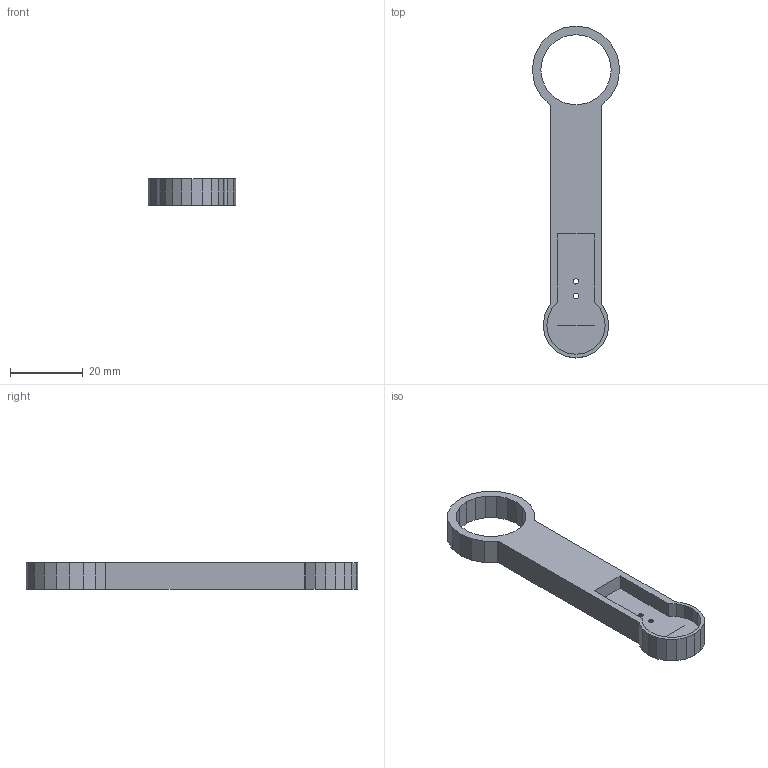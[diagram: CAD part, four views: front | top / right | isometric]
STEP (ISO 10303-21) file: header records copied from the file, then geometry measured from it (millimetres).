
FILE_DESCRIPTION(/* description */ (''),/* implementation_level */ '2;1');
FILE_NAME(/* name */ 'bras_1_ipt_e796daad.STEP',/* time_stamp */ '2023-05-16T05:44:43+02:00',/* author */ ('jgarn'),/* organization */ (''),/* preprocessor_version */ 'ST-DEVELOPER v18.1',/* originating_system */ 'Autodesk Inventor 2021',/* authorisation */ '');
FILE_SCHEMA (('AUTOMOTIVE_DESIGN { 1 0 10303 214 3 1 1 }'));
Length unit declared in the file: millimetre
Products named in the file (1): bras_1
Bounding box: 24 x 91 x 7.2 mm (x, y, z)
Volume: 6483 mm3; surface area: 4632.4 mm2
Topology: 1 solids, 1 shells, 139 faces, 400 edges, 264 vertices
Faces by surface type: plane 139
Entity records: 4516 total; most frequent: CARTESIAN_POINT 804, ORIENTED_EDGE 800, DIRECTION 680, LINE 400, VECTOR 400, EDGE_CURVE 400, VERTEX_POINT 264, EDGE_LOOP 148
